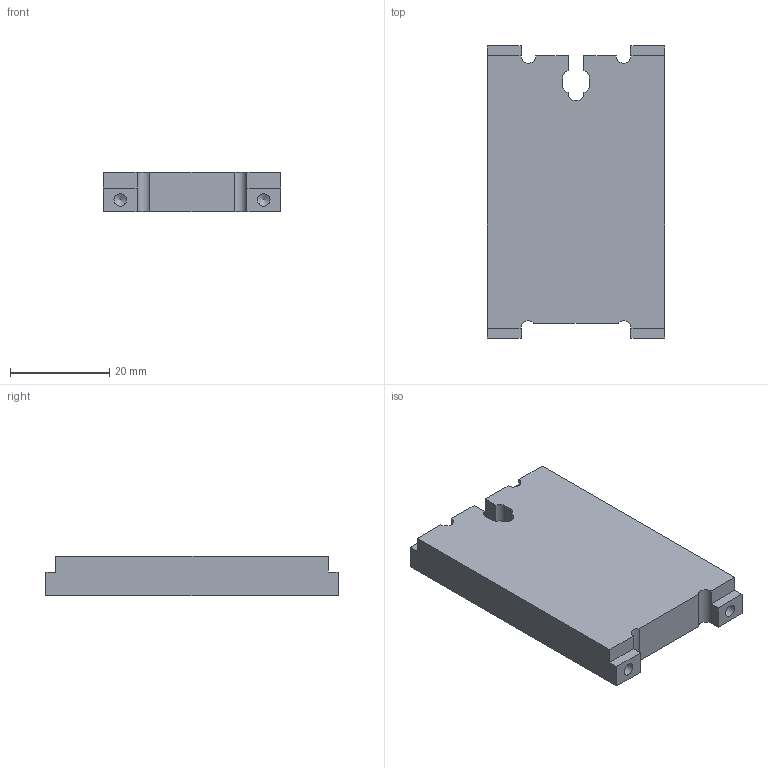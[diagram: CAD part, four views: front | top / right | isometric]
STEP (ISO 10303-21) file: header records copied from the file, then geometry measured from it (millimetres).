
FILE_DESCRIPTION(/* description */ ('Unknown'),/* implementation_level */ '2;1');
FILE_NAME(/* name */ 'Spacer_battery_side_leg_hole_v2.1',/* time_stamp */ '2020-03-20T09:36:30+02:00',/* author */ ('Unknown'),/* organization */ ('Unknown'),/* preprocessor_version */ 'ST-DEVELOPER v16.7',/* originating_system */ 'DEX',/* authorisation */ $);
FILE_SCHEMA (('AUTOMOTIVE_DESIGN {1 0 10303 214 3 1 1}'));
Length unit declared in the file: millimetre
Products named in the file (1): Spacer_battery_side_leg_hole_v2.1
Bounding box: 35.8 x 59 x 8 mm (x, y, z)
Volume: 15359 mm3; surface area: 5827.5 mm2
Topology: 1 solids, 1 shells, 40 faces, 110 edges, 72 vertices
Faces by surface type: plane 27, cylinder 11, cone 2
Full cylindrical faces by diameter (mm): 2.5 x2
Entity records: 1248 total; most frequent: CARTESIAN_POINT 213, DIRECTION 206, ORIENTED_EDGE 204, EDGE_CURVE 102, LINE 80, VECTOR 80, VERTEX_POINT 70, AXIS2_PLACEMENT_3D 63
